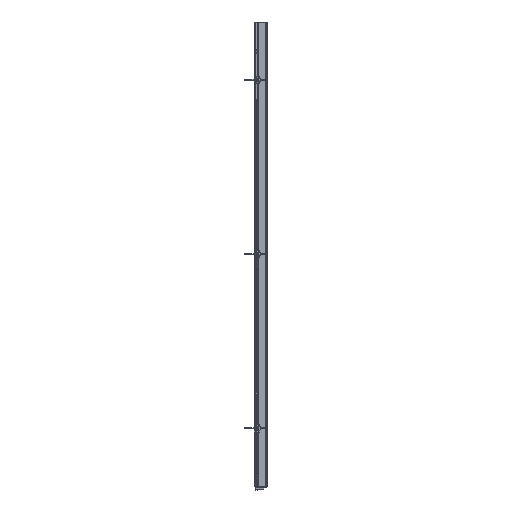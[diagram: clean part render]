
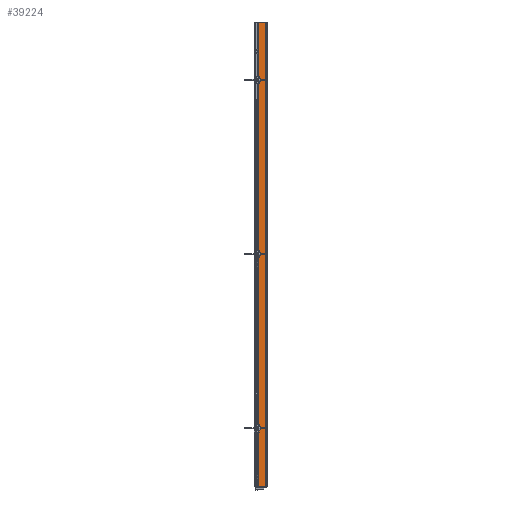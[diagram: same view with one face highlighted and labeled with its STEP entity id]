
A CAD part, left-side view. The second image highlights one B-rep face of the part: STEP entity #39224.
In plain terms, the highlighted planar face has unit normal (-1, 0, 0).
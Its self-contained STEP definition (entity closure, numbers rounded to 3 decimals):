
#614 = VECTOR ( 'NONE', #67139, 1000. ) ;
#1978 = EDGE_CURVE ( 'NONE', #34514, #37176, #51226, .T. ) ;
#3140 = EDGE_CURVE ( 'NONE', #5439, #13154, #63123, .T. ) ;
#5439 = VERTEX_POINT ( 'NONE', #7997 ) ;
#6640 = EDGE_CURVE ( 'NONE', #13154, #34514, #46291, .T. ) ;
#7997 = CARTESIAN_POINT ( 'NONE',  ( -270.5, 52., -2399. ) ) ;
#12360 = DIRECTION ( 'NONE',  ( 0., 0., 1. ) ) ;
#13154 = VERTEX_POINT ( 'NONE', #16757 ) ;
#14615 = CARTESIAN_POINT ( 'NONE',  ( -270.5, 52., -2399. ) ) ;
#14932 = DIRECTION ( 'NONE',  ( 0., 0., 1. ) ) ;
#16757 = CARTESIAN_POINT ( 'NONE',  ( -270.5, 52., 0. ) ) ;
#20864 = VECTOR ( 'NONE', #25473, 1000. ) ;
#21071 = EDGE_CURVE ( 'NONE', #5439, #37176, #61411, .T. ) ;
#22417 = ORIENTED_EDGE ( 'NONE', *, *, #21071, .T. ) ;
#22428 = ORIENTED_EDGE ( 'NONE', *, *, #3140, .F. ) ;
#24828 = CARTESIAN_POINT ( 'NONE',  ( -270.5, 3., -2399. ) ) ;
#25473 = DIRECTION ( 'NONE',  ( 0., -1., 0. ) ) ;
#26620 = EDGE_LOOP ( 'NONE', ( #34818, #62192, #22428, #22417 ) ) ;
#27883 = DIRECTION ( 'NONE',  ( -1., 0., 0. ) ) ;
#29250 = PLANE ( 'NONE',  #58085 ) ;
#34514 = VERTEX_POINT ( 'NONE', #55249 ) ;
#34712 = DIRECTION ( 'NONE',  ( 0., -1., 0. ) ) ;
#34818 = ORIENTED_EDGE ( 'NONE', *, *, #1978, .F. ) ;
#37176 = VERTEX_POINT ( 'NONE', #52961 ) ;
#38082 = VECTOR ( 'NONE', #34712, 1000. ) ;
#39224 = ADVANCED_FACE ( 'NONE', ( #50425 ), #29250, .T. ) ;
#39458 = VECTOR ( 'NONE', #14932, 1000. ) ;
#46291 = LINE ( 'NONE', #67101, #20864 ) ;
#50338 = CARTESIAN_POINT ( 'NONE',  ( -270.5, 0., -2399. ) ) ;
#50425 = FACE_OUTER_BOUND ( 'NONE', #26620, .T. ) ;
#51226 = LINE ( 'NONE', #24828, #614 ) ;
#52961 = CARTESIAN_POINT ( 'NONE',  ( -270.5, 3., -2399. ) ) ;
#55249 = CARTESIAN_POINT ( 'NONE',  ( -270.5, 3., 0. ) ) ;
#58085 = AXIS2_PLACEMENT_3D ( 'NONE', #60822, #27883, #12360 ) ;
#60822 = CARTESIAN_POINT ( 'NONE',  ( -270.5, 0., -2399. ) ) ;
#61411 = LINE ( 'NONE', #50338, #38082 ) ;
#62192 = ORIENTED_EDGE ( 'NONE', *, *, #6640, .F. ) ;
#63123 = LINE ( 'NONE', #14615, #39458 ) ;
#67101 = CARTESIAN_POINT ( 'NONE',  ( -270.5, 0., 0. ) ) ;
#67139 = DIRECTION ( 'NONE',  ( 0., 0., -1. ) ) ;
